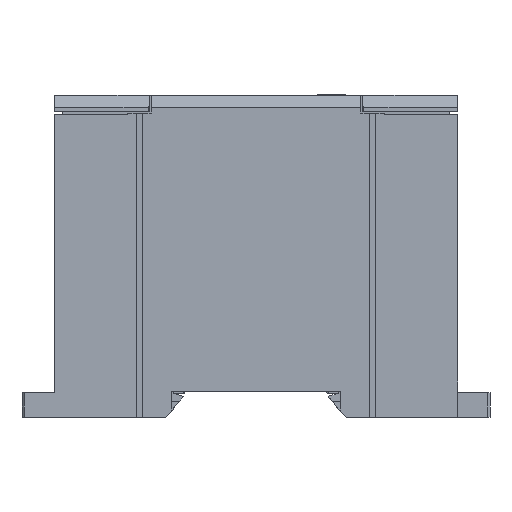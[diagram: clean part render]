
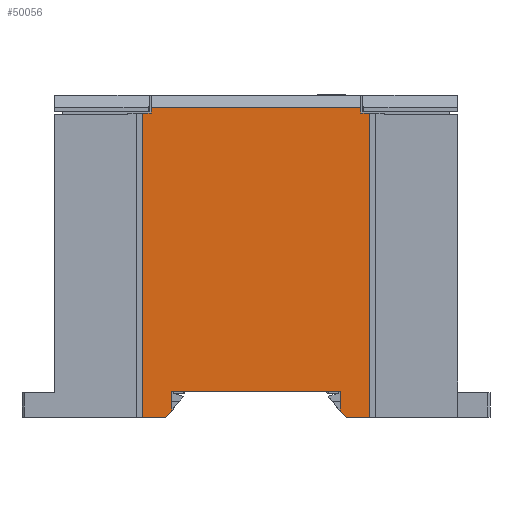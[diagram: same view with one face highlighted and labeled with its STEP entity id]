
A CAD part, left-side view. The second image highlights one B-rep face of the part: STEP entity #50056.
In plain terms, the highlighted planar face has unit normal (-1, 0, 0).
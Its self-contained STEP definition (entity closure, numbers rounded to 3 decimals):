
#1281 = DIRECTION ( 'NONE',  ( 0., 0., 1. ) ) ;
#1403 = VERTEX_POINT ( 'NONE', #28663 ) ;
#2263 = ORIENTED_EDGE ( 'NONE', *, *, #16495, .F. ) ;
#3050 = DIRECTION ( 'NONE',  ( 0., 0., 1. ) ) ;
#4167 = EDGE_CURVE ( 'NONE', #73991, #11057, #63872, .T. ) ;
#4553 = EDGE_CURVE ( 'NONE', #11057, #6876, #26695, .T. ) ;
#4823 = LINE ( 'NONE', #87020, #37707 ) ;
#5819 = LINE ( 'NONE', #55070, #6926 ) ;
#6876 = VERTEX_POINT ( 'NONE', #55849 ) ;
#6926 = VECTOR ( 'NONE', #62553, 1000. ) ;
#8877 = CARTESIAN_POINT ( 'NONE',  ( 0., 70.807, -73.263 ) ) ;
#9608 = EDGE_CURVE ( 'NONE', #69901, #1403, #42673, .T. ) ;
#11027 = LINE ( 'NONE', #66956, #86545 ) ;
#11057 = VERTEX_POINT ( 'NONE', #84658 ) ;
#12683 = CARTESIAN_POINT ( 'NONE',  ( 0., 78.007, -79.633 ) ) ;
#13490 = CARTESIAN_POINT ( 'NONE',  ( 0., 70.807, -73.263 ) ) ;
#13509 = DIRECTION ( 'NONE',  ( 0., -1., 0. ) ) ;
#14204 = CARTESIAN_POINT ( 'NONE',  ( 0., 24., -4.4 ) ) ;
#14912 = ORIENTED_EDGE ( 'NONE', *, *, #48197, .F. ) ;
#16495 = EDGE_CURVE ( 'NONE', #53609, #23358, #57729, .T. ) ;
#16620 = DIRECTION ( 'NONE',  ( 0., 0., 1. ) ) ;
#18200 = VERTEX_POINT ( 'NONE', #57559 ) ;
#18413 = CARTESIAN_POINT ( 'NONE',  ( 0., 29., -73.263 ) ) ;
#19545 = LINE ( 'NONE', #83962, #38710 ) ;
#21016 = DIRECTION ( 'NONE',  ( 0., 0., 1. ) ) ;
#21069 = VERTEX_POINT ( 'NONE', #13490 ) ;
#23329 = VERTEX_POINT ( 'NONE', #32654 ) ;
#23358 = VERTEX_POINT ( 'NONE', #18413 ) ;
#23431 = CARTESIAN_POINT ( 'NONE',  ( 0., 21.8, -4.4 ) ) ;
#23741 = VECTOR ( 'NONE', #16620, 1000. ) ;
#23847 = CARTESIAN_POINT ( 'NONE',  ( 0., 75.807, -3. ) ) ;
#25688 = VECTOR ( 'NONE', #21016, 1000. ) ;
#26009 = VERTEX_POINT ( 'NONE', #75787 ) ;
#26695 = LINE ( 'NONE', #56936, #34074 ) ;
#28663 = CARTESIAN_POINT ( 'NONE',  ( 0., 72.307, -79.633 ) ) ;
#30776 = CARTESIAN_POINT ( 'NONE',  ( 0., 24., -4.4 ) ) ;
#31040 = LINE ( 'NONE', #56110, #68307 ) ;
#31792 = CARTESIAN_POINT ( 'NONE',  ( 0., 29., -78.133 ) ) ;
#32187 = EDGE_CURVE ( 'NONE', #23358, #21069, #45243, .T. ) ;
#32654 = CARTESIAN_POINT ( 'NONE',  ( 0., 75.807, -3. ) ) ;
#34074 = VECTOR ( 'NONE', #44484, 1000. ) ;
#34199 = VERTEX_POINT ( 'NONE', #30776 ) ;
#36593 = VECTOR ( 'NONE', #3050, 1000. ) ;
#37209 = DIRECTION ( 'NONE',  ( 0., 1., 0. ) ) ;
#37585 = ORIENTED_EDGE ( 'NONE', *, *, #62109, .F. ) ;
#37707 = VECTOR ( 'NONE', #46476, 1000. ) ;
#37776 = DIRECTION ( 'NONE',  ( 0., 1., 0. ) ) ;
#38080 = ORIENTED_EDGE ( 'NONE', *, *, #32187, .F. ) ;
#38306 = VECTOR ( 'NONE', #37776, 1000. ) ;
#38710 = VECTOR ( 'NONE', #43190, 1000. ) ;
#40621 = VECTOR ( 'NONE', #37209, 1000. ) ;
#42673 = LINE ( 'NONE', #72234, #72418 ) ;
#42754 = ORIENTED_EDGE ( 'NONE', *, *, #80246, .F. ) ;
#42911 = DIRECTION ( 'NONE',  ( 0., 0., 1. ) ) ;
#42954 = DIRECTION ( 'NONE',  ( 0., 1., 0. ) ) ;
#43190 = DIRECTION ( 'NONE',  ( 0., 0., -1. ) ) ;
#43736 = ORIENTED_EDGE ( 'NONE', *, *, #79870, .F. ) ;
#44484 = DIRECTION ( 'NONE',  ( 0., -1., 0. ) ) ;
#44843 = CARTESIAN_POINT ( 'NONE',  ( 0., 29., -73.263 ) ) ;
#45127 = CARTESIAN_POINT ( 'NONE',  ( 0., 78.007, -79.633 ) ) ;
#45243 = LINE ( 'NONE', #8877, #64443 ) ;
#46094 = ORIENTED_EDGE ( 'NONE', *, *, #48534, .T. ) ;
#46476 = DIRECTION ( 'NONE',  ( 0., 1., 0. ) ) ;
#47919 = EDGE_CURVE ( 'NONE', #21069, #69901, #19545, .T. ) ;
#48197 = EDGE_CURVE ( 'NONE', #34199, #72238, #11027, .T. ) ;
#48232 = ORIENTED_EDGE ( 'NONE', *, *, #47919, .F. ) ;
#48534 = EDGE_CURVE ( 'NONE', #18200, #23329, #55423, .T. ) ;
#50016 = ORIENTED_EDGE ( 'NONE', *, *, #74809, .T. ) ;
#50056 = ADVANCED_FACE ( 'NONE', ( #84623 ), #63109, .T. ) ;
#50767 = ORIENTED_EDGE ( 'NONE', *, *, #4553, .F. ) ;
#50987 = AXIS2_PLACEMENT_3D ( 'NONE', #56223, #75937, #42911 ) ;
#52489 = ORIENTED_EDGE ( 'NONE', *, *, #57623, .T. ) ;
#53556 = DIRECTION ( 'NONE',  ( 0., 0., 1. ) ) ;
#53609 = VERTEX_POINT ( 'NONE', #31792 ) ;
#54258 = ORIENTED_EDGE ( 'NONE', *, *, #73319, .F. ) ;
#55070 = CARTESIAN_POINT ( 'NONE',  ( 0., 29., -78.133 ) ) ;
#55423 = LINE ( 'NONE', #23847, #40621 ) ;
#55849 = CARTESIAN_POINT ( 'NONE',  ( 0., 75.807, -4.4 ) ) ;
#56110 = CARTESIAN_POINT ( 'NONE',  ( 0., 21.8, -79.633 ) ) ;
#56223 = CARTESIAN_POINT ( 'NONE',  ( 0., 0., 0. ) ) ;
#56936 = CARTESIAN_POINT ( 'NONE',  ( 0., 75.807, -4.4 ) ) ;
#57559 = CARTESIAN_POINT ( 'NONE',  ( 0., 24., -3. ) ) ;
#57623 = EDGE_CURVE ( 'NONE', #79998, #72238, #31040, .T. ) ;
#57729 = LINE ( 'NONE', #44843, #36593 ) ;
#57910 = ORIENTED_EDGE ( 'NONE', *, *, #9608, .F. ) ;
#62109 = EDGE_CURVE ( 'NONE', #1403, #73991, #4823, .T. ) ;
#62553 = DIRECTION ( 'NONE',  ( 0., 0.707, 0.707 ) ) ;
#63109 = PLANE ( 'NONE',  #50987 ) ;
#63841 = CARTESIAN_POINT ( 'NONE',  ( 0., 75.807, -4.4 ) ) ;
#63872 = LINE ( 'NONE', #12683, #68255 ) ;
#64443 = VECTOR ( 'NONE', #42954, 1000. ) ;
#64777 = CARTESIAN_POINT ( 'NONE',  ( 0., 27.5, -79.633 ) ) ;
#65994 = DIRECTION ( 'NONE',  ( 0., 0.707, -0.707 ) ) ;
#66188 = CARTESIAN_POINT ( 'NONE',  ( 0., 21.8, -79.633 ) ) ;
#66956 = CARTESIAN_POINT ( 'NONE',  ( 0., 24., -4.4 ) ) ;
#67205 = ORIENTED_EDGE ( 'NONE', *, *, #4167, .F. ) ;
#68255 = VECTOR ( 'NONE', #53556, 1000. ) ;
#68307 = VECTOR ( 'NONE', #1281, 1000. ) ;
#69901 = VERTEX_POINT ( 'NONE', #84015 ) ;
#71143 = EDGE_LOOP ( 'NONE', ( #50016, #46094, #43736, #50767, #67205, #37585, #57910, #48232, #38080, #2263, #42754, #54258, #52489, #14912 ) ) ;
#72234 = CARTESIAN_POINT ( 'NONE',  ( 0., 72.307, -79.633 ) ) ;
#72238 = VERTEX_POINT ( 'NONE', #23431 ) ;
#72418 = VECTOR ( 'NONE', #65994, 1000. ) ;
#72515 = LINE ( 'NONE', #63841, #23741 ) ;
#73319 = EDGE_CURVE ( 'NONE', #79998, #26009, #79753, .T. ) ;
#73991 = VERTEX_POINT ( 'NONE', #45127 ) ;
#74809 = EDGE_CURVE ( 'NONE', #34199, #18200, #77794, .T. ) ;
#75787 = CARTESIAN_POINT ( 'NONE',  ( 0., 27.5, -79.633 ) ) ;
#75937 = DIRECTION ( 'NONE',  ( -1., 0., 0. ) ) ;
#77794 = LINE ( 'NONE', #14204, #25688 ) ;
#79753 = LINE ( 'NONE', #64777, #38306 ) ;
#79870 = EDGE_CURVE ( 'NONE', #6876, #23329, #72515, .T. ) ;
#79998 = VERTEX_POINT ( 'NONE', #66188 ) ;
#80246 = EDGE_CURVE ( 'NONE', #26009, #53609, #5819, .T. ) ;
#83962 = CARTESIAN_POINT ( 'NONE',  ( 0., 70.807, -78.133 ) ) ;
#84015 = CARTESIAN_POINT ( 'NONE',  ( 0., 70.807, -78.133 ) ) ;
#84623 = FACE_OUTER_BOUND ( 'NONE', #71143, .T. ) ;
#84658 = CARTESIAN_POINT ( 'NONE',  ( 0., 78.007, -4.4 ) ) ;
#86545 = VECTOR ( 'NONE', #13509, 1000. ) ;
#87020 = CARTESIAN_POINT ( 'NONE',  ( 0., 99.807, -79.633 ) ) ;
